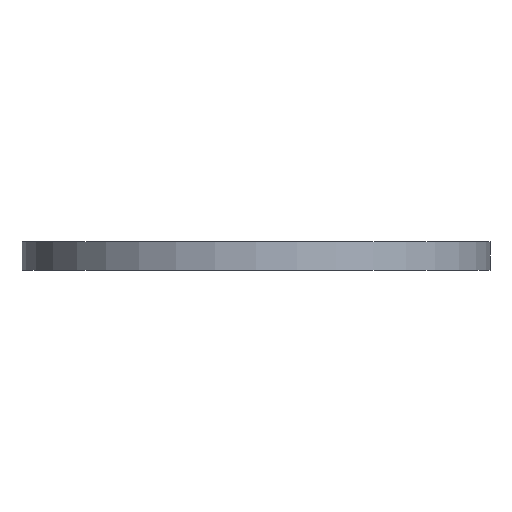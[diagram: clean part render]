
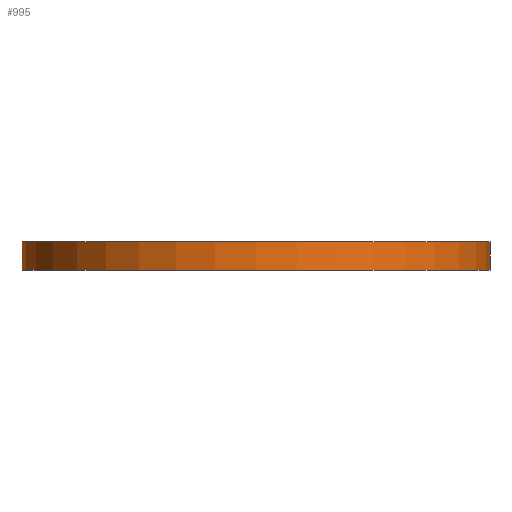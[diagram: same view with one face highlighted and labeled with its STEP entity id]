
A CAD part, front view. The second image highlights one B-rep face of the part: STEP entity #995.
In plain terms, the highlighted cylindrical face has radius 125 mm (diameter 250 mm), a partial arc.
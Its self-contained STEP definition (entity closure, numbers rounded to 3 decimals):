
#58 = DIRECTION ( 'NONE',  ( 0., 0., 1. ) ) ;
#71 = CARTESIAN_POINT ( 'NONE',  ( 0., 0., 7.5 ) ) ;
#76 = CIRCLE ( 'NONE', #1915, 125. ) ;
#79 = AXIS2_PLACEMENT_3D ( 'NONE', #1960, #250, #1490 ) ;
#190 = CARTESIAN_POINT ( 'NONE',  ( -125., 0., 7.5 ) ) ;
#239 = ORIENTED_EDGE ( 'NONE', *, *, #1959, .T. ) ;
#250 = DIRECTION ( 'NONE',  ( 0., 0., 1. ) ) ;
#308 = CARTESIAN_POINT ( 'NONE',  ( 125., 0., 7.5 ) ) ;
#337 = CARTESIAN_POINT ( 'NONE',  ( -125., 0., -7.5 ) ) ;
#372 = VECTOR ( 'NONE', #1583, 1000. ) ;
#390 = EDGE_CURVE ( 'NONE', #1695, #750, #1582, .T. ) ;
#645 = CARTESIAN_POINT ( 'NONE',  ( 125., 0., 7.5 ) ) ;
#679 = ORIENTED_EDGE ( 'NONE', *, *, #1509, .T. ) ;
#750 = VERTEX_POINT ( 'NONE', #1532 ) ;
#788 = LINE ( 'NONE', #190, #372 ) ;
#848 = ORIENTED_EDGE ( 'NONE', *, *, #1830, .F. ) ;
#891 = AXIS2_PLACEMENT_3D ( 'NONE', #71, #1833, #1179 ) ;
#937 = CARTESIAN_POINT ( 'NONE',  ( -125., 0., 7.5 ) ) ;
#995 = ADVANCED_FACE ( 'NONE', ( #1951 ), #1040, .T. ) ;
#1040 = CYLINDRICAL_SURFACE ( 'NONE', #891, 125. ) ;
#1179 = DIRECTION ( 'NONE',  ( -1., 0., 0. ) ) ;
#1258 = VERTEX_POINT ( 'NONE', #937 ) ;
#1368 = VECTOR ( 'NONE', #1393, 1000. ) ;
#1393 = DIRECTION ( 'NONE',  ( 0., 0., -1. ) ) ;
#1490 = DIRECTION ( 'NONE',  ( 1., 0., 0. ) ) ;
#1509 = EDGE_CURVE ( 'NONE', #1258, #1776, #788, .T. ) ;
#1532 = CARTESIAN_POINT ( 'NONE',  ( 125., 0., -7.5 ) ) ;
#1582 = LINE ( 'NONE', #645, #1368 ) ;
#1583 = DIRECTION ( 'NONE',  ( 0., 0., -1. ) ) ;
#1625 = DIRECTION ( 'NONE',  ( 1., 0., 0. ) ) ;
#1695 = VERTEX_POINT ( 'NONE', #308 ) ;
#1718 = CIRCLE ( 'NONE', #79, 125. ) ;
#1742 = CARTESIAN_POINT ( 'NONE',  ( 0., 0., 7.5 ) ) ;
#1776 = VERTEX_POINT ( 'NONE', #337 ) ;
#1830 = EDGE_CURVE ( 'NONE', #1258, #1695, #76, .T. ) ;
#1833 = DIRECTION ( 'NONE',  ( 0., 0., -1. ) ) ;
#1915 = AXIS2_PLACEMENT_3D ( 'NONE', #1742, #58, #1625 ) ;
#1936 = EDGE_LOOP ( 'NONE', ( #1941, #848, #679, #239 ) ) ;
#1941 = ORIENTED_EDGE ( 'NONE', *, *, #390, .F. ) ;
#1951 = FACE_OUTER_BOUND ( 'NONE', #1936, .T. ) ;
#1959 = EDGE_CURVE ( 'NONE', #1776, #750, #1718, .T. ) ;
#1960 = CARTESIAN_POINT ( 'NONE',  ( 0., 0., -7.5 ) ) ;
